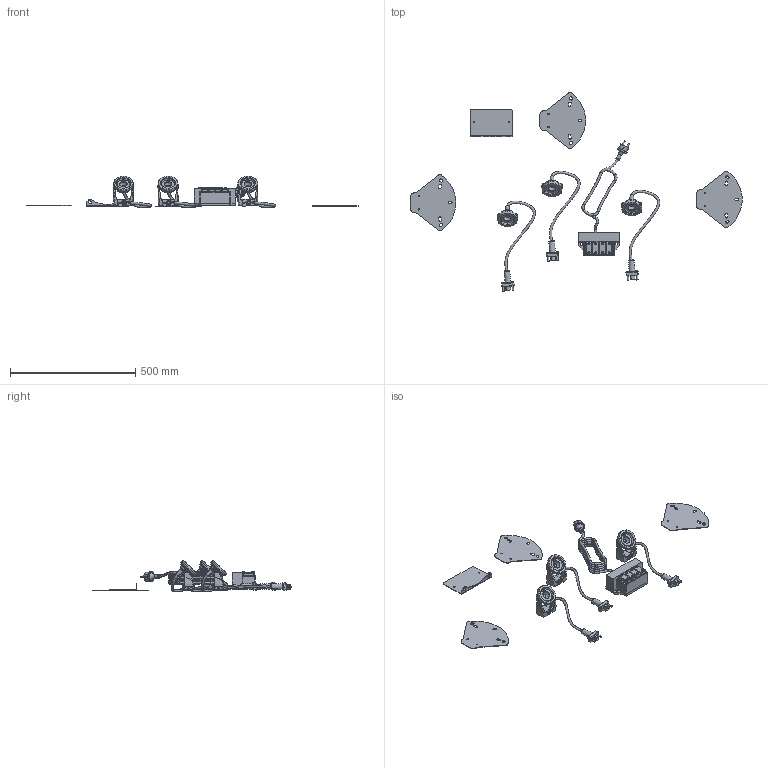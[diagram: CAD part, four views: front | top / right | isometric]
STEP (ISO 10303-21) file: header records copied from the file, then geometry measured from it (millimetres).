
FILE_DESCRIPTION(/* description */ (''),/* implementation_level */ '2;1');
FILE_NAME(/* name */ '42637 LED Schwimmfontänenbeleuchtung weiss.stp',/* time_stamp */ '2017-01-31T08:45:34+01:00',/* author */ ('guzb562'),/* organization */ (''),/* preprocessor_version */ 'ST-DEVELOPER v16.1',/* originating_system */ 'Autodesk Inventor 2016',/* authorisation */ '');
FILE_SCHEMA (('AUTOMOTIVE_DESIGN { 1 0 10303 214 3 1 1 }'));
Products named in the file (13): 43751 Treiber K10 LED1; Stecker_Kappe; kabel_1; Treiber K10  LED1; 41676_K10; 41694_haltebuegel_k10_led1; Stecker_Scheinwerfer_4; 42400_halter_k10_led1_pondj; halter_k10_led1_abw_; 41677_bg_lampe_k10_led1.Kabelbaum1; 41677_bg_lampe_k10_led1.Kabelbaum1_1; 41677_k10_led1_; 42637 LED Schwimmfontänenbeleuchtung weiss
Assembly tree (19 placements, depth 4):
  42637 LED Schwimmfontänenbeleuchtung weiss
    Treiber K10  LED1
      43751 Treiber K10 LED1
      Stecker_Kappe  x4
      kabel_1
    41677_k10_led1_  x3
      41677_bg_lampe_k10_led1.Kabelbaum1_1
        41677_bg_lampe_k10_led1.Kabelbaum1
      41676_K10
      41694_haltebuegel_k10_led1
      Stecker_Scheinwerfer_4
    42400_halter_k10_led1_pondj  x3
    halter_k10_led1_abw_
Bounding box: 1323.31 x 793 x 125.82 mm (x, y, z)
Volume: 1739482.3 mm3; surface area: 603656.9 mm2
Topology: 36 solids, 47 shells, 2975 faces, 7890 edges, 5202 vertices
Faces by surface type: plane 1767, bspline 652, cylinder 479, cone 44, torus 33
Full cylindrical faces by diameter (mm): 1.3 x15, 1.4 x20, 4.967 x1, 5 x8, 5.4 x8, 5.6 x2, 5.8 x6, 6 x28, 8.946 x6, 9 x14, 9.929 x6, 9.934 x3, 10 x1, 15 x6, 15.074 x1, 17.069 x1, 20.267 x4, 41.584 x1, 56.894 x3
Entity records: 58415 total; most frequent: CARTESIAN_POINT 30890, ORIENTED_EDGE 5880, DIRECTION 4913, EDGE_CURVE 2938, VERTEX_POINT 1986, LINE 1709, VECTOR 1709, AXIS2_PLACEMENT_3D 1602
